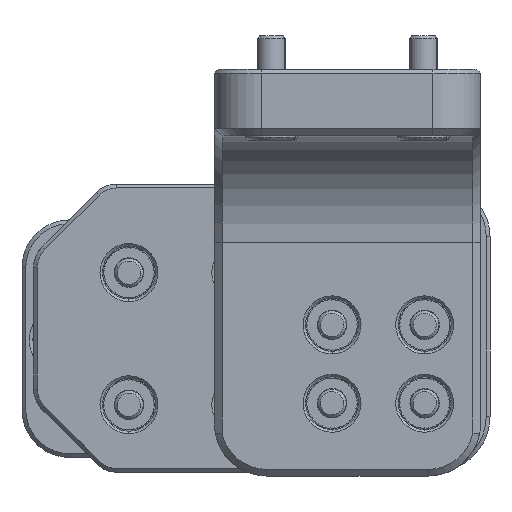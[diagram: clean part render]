
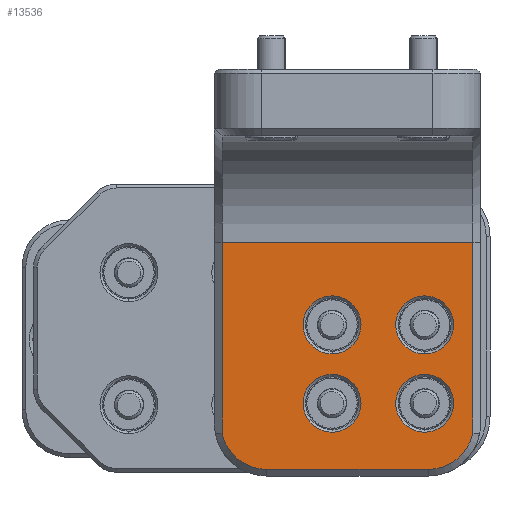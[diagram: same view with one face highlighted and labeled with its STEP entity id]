
A CAD part, left-side view. The second image highlights one B-rep face of the part: STEP entity #13536.
In plain terms, the highlighted planar face has unit normal (-1, 0, 0).
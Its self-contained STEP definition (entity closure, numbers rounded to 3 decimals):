
#126 = CARTESIAN_POINT ( 'NONE',  ( 19.09, -63.397, -19.393 ) ) ;
#229 = DIRECTION ( 'NONE',  ( 0., 0., -1. ) ) ;
#255 = EDGE_CURVE ( 'NONE', #18396, #32592, #33606, .T. ) ;
#526 = CIRCLE ( 'NONE', #7897, 4.8 ) ;
#765 = VERTEX_POINT ( 'NONE', #24427 ) ;
#822 = CIRCLE ( 'NONE', #14312, 3.05 ) ;
#880 = ORIENTED_EDGE ( 'NONE', *, *, #32240, .T. ) ;
#1795 = AXIS2_PLACEMENT_3D ( 'NONE', #3109, #35069, #229 ) ;
#1889 = CARTESIAN_POINT ( 'NONE',  ( 19.09, -42.072, -5.54 ) ) ;
#2268 = DIRECTION ( 'NONE',  ( 1., 0., 0. ) ) ;
#2393 = VECTOR ( 'NONE', #10694, 1000. ) ;
#2548 = FACE_BOUND ( 'NONE', #16226, .T. ) ;
#2556 = AXIS2_PLACEMENT_3D ( 'NONE', #8000, #15274, #20624 ) ;
#2858 = AXIS2_PLACEMENT_3D ( 'NONE', #34600, #2268, #7834 ) ;
#3109 = CARTESIAN_POINT ( 'NONE',  ( 19.09, -55.272, -1.694 ) ) ;
#3711 = EDGE_CURVE ( 'NONE', #23247, #6232, #25224, .T. ) ;
#3984 = DIRECTION ( 'NONE',  ( -1., 0., 0. ) ) ;
#4199 = CARTESIAN_POINT ( 'NONE',  ( 19.09, -46.772, -24.599 ) ) ;
#4544 = ORIENTED_EDGE ( 'NONE', *, *, #4958, .T. ) ;
#4618 = CARTESIAN_POINT ( 'NONE',  ( 19.09, -63.397, -11.143 ) ) ;
#4682 = EDGE_LOOP ( 'NONE', ( #20319, #6486 ) ) ;
#4958 = EDGE_CURVE ( 'NONE', #20954, #24552, #28076, .T. ) ;
#5082 = CARTESIAN_POINT ( 'NONE',  ( 19.09, -63.397, -14.193 ) ) ;
#5375 = CARTESIAN_POINT ( 'NONE',  ( 19.09, -53.647, -19.393 ) ) ;
#5786 = CARTESIAN_POINT ( 'NONE',  ( 19.09, -63.397, -22.443 ) ) ;
#6232 = VERTEX_POINT ( 'NONE', #27401 ) ;
#6486 = ORIENTED_EDGE ( 'NONE', *, *, #31649, .T. ) ;
#7427 = ORIENTED_EDGE ( 'NONE', *, *, #9208, .T. ) ;
#7834 = DIRECTION ( 'NONE',  ( 0., 0., -1. ) ) ;
#7897 = AXIS2_PLACEMENT_3D ( 'NONE', #21668, #3984, #34166 ) ;
#8000 = CARTESIAN_POINT ( 'NONE',  ( 19.09, -63.397, -14.193 ) ) ;
#8040 = CIRCLE ( 'NONE', #37548, 3.05 ) ;
#8943 = VECTOR ( 'NONE', #24290, 1000. ) ;
#9208 = EDGE_CURVE ( 'NONE', #18237, #765, #14306, .T. ) ;
#9389 = VERTEX_POINT ( 'NONE', #25032 ) ;
#10010 = DIRECTION ( 'NONE',  ( 1., 0., 0. ) ) ;
#10201 = DIRECTION ( 'NONE',  ( 1., 0., 0. ) ) ;
#10253 = ORIENTED_EDGE ( 'NONE', *, *, #12643, .F. ) ;
#10343 = EDGE_CURVE ( 'NONE', #9389, #12632, #23911, .T. ) ;
#10694 = DIRECTION ( 'NONE',  ( 0., -1., 0. ) ) ;
#11342 = DIRECTION ( 'NONE',  ( 0., 0., -1. ) ) ;
#11559 = FACE_BOUND ( 'NONE', #4682, .T. ) ;
#11860 = AXIS2_PLACEMENT_3D ( 'NONE', #21947, #10201, #33715 ) ;
#12488 = CIRCLE ( 'NONE', #21070, 3.05 ) ;
#12632 = VERTEX_POINT ( 'NONE', #1889 ) ;
#12643 = EDGE_CURVE ( 'NONE', #12632, #23247, #19193, .T. ) ;
#12693 = CIRCLE ( 'NONE', #2858, 3.05 ) ;
#13020 = VERTEX_POINT ( 'NONE', #22033 ) ;
#13536 = ADVANCED_FACE ( 'NONE', ( #2548, #26002, #11559, #23311, #29470 ), #14084, .F. ) ;
#14084 = PLANE ( 'NONE',  #1795 ) ;
#14116 = CARTESIAN_POINT ( 'NONE',  ( 19.09, -55.272, -29.399 ) ) ;
#14250 = DIRECTION ( 'NONE',  ( 1., 0., 0. ) ) ;
#14295 = CARTESIAN_POINT ( 'NONE',  ( 19.09, -53.647, -17.243 ) ) ;
#14306 = LINE ( 'NONE', #14116, #30957 ) ;
#14312 = AXIS2_PLACEMENT_3D ( 'NONE', #5082, #16816, #18135 ) ;
#14758 = ORIENTED_EDGE ( 'NONE', *, *, #15584, .T. ) ;
#15274 = DIRECTION ( 'NONE',  ( 1., 0., 0. ) ) ;
#15584 = EDGE_CURVE ( 'NONE', #19174, #28727, #822, .T. ) ;
#15787 = CARTESIAN_POINT ( 'NONE',  ( 19.09, -53.647, -25.493 ) ) ;
#16226 = EDGE_LOOP ( 'NONE', ( #22660, #4544 ) ) ;
#16816 = DIRECTION ( 'NONE',  ( 1., 0., 0. ) ) ;
#18135 = DIRECTION ( 'NONE',  ( 0., 0., -1. ) ) ;
#18237 = VERTEX_POINT ( 'NONE', #33337 ) ;
#18396 = VERTEX_POINT ( 'NONE', #5375 ) ;
#18425 = ORIENTED_EDGE ( 'NONE', *, *, #28884, .T. ) ;
#19045 = CARTESIAN_POINT ( 'NONE',  ( 19.09, -53.647, -14.193 ) ) ;
#19174 = VERTEX_POINT ( 'NONE', #32387 ) ;
#19193 = LINE ( 'NONE', #37470, #2393 ) ;
#19737 = ORIENTED_EDGE ( 'NONE', *, *, #34978, .T. ) ;
#20319 = ORIENTED_EDGE ( 'NONE', *, *, #20402, .T. ) ;
#20402 = EDGE_CURVE ( 'NONE', #22426, #13020, #12488, .T. ) ;
#20624 = DIRECTION ( 'NONE',  ( 0., 0., -1. ) ) ;
#20954 = VERTEX_POINT ( 'NONE', #14295 ) ;
#21070 = AXIS2_PLACEMENT_3D ( 'NONE', #25037, #37374, #28122 ) ;
#21526 = DIRECTION ( 'NONE',  ( -1., 0., 0. ) ) ;
#21668 = CARTESIAN_POINT ( 'NONE',  ( 19.09, -63.772, -24.599 ) ) ;
#21821 = ORIENTED_EDGE ( 'NONE', *, *, #3711, .F. ) ;
#21947 = CARTESIAN_POINT ( 'NONE',  ( 19.09, -53.647, -22.443 ) ) ;
#22033 = CARTESIAN_POINT ( 'NONE',  ( 19.09, -63.397, -25.493 ) ) ;
#22079 = DIRECTION ( 'NONE',  ( 0., 0., -1. ) ) ;
#22157 = DIRECTION ( 'NONE',  ( 0., 0., -1. ) ) ;
#22426 = VERTEX_POINT ( 'NONE', #126 ) ;
#22660 = ORIENTED_EDGE ( 'NONE', *, *, #24265, .T. ) ;
#22954 = CARTESIAN_POINT ( 'NONE',  ( 19.09, -53.647, -22.443 ) ) ;
#23093 = EDGE_CURVE ( 'NONE', #9389, #18237, #32313, .T. ) ;
#23177 = CARTESIAN_POINT ( 'NONE',  ( 19.09, -53.647, -11.143 ) ) ;
#23226 = ORIENTED_EDGE ( 'NONE', *, *, #10343, .F. ) ;
#23247 = VERTEX_POINT ( 'NONE', #26481 ) ;
#23311 = FACE_BOUND ( 'NONE', #25002, .T. ) ;
#23672 = AXIS2_PLACEMENT_3D ( 'NONE', #4199, #21526, #22079 ) ;
#23911 = LINE ( 'NONE', #35886, #8943 ) ;
#24265 = EDGE_CURVE ( 'NONE', #24552, #20954, #12693, .T. ) ;
#24290 = DIRECTION ( 'NONE',  ( 0., 0., 1. ) ) ;
#24427 = CARTESIAN_POINT ( 'NONE',  ( 19.09, -63.772, -29.399 ) ) ;
#24552 = VERTEX_POINT ( 'NONE', #23177 ) ;
#25002 = EDGE_LOOP ( 'NONE', ( #880, #14758 ) ) ;
#25032 = CARTESIAN_POINT ( 'NONE',  ( 19.09, -42.072, -25.574 ) ) ;
#25037 = CARTESIAN_POINT ( 'NONE',  ( 19.09, -63.397, -22.443 ) ) ;
#25224 = LINE ( 'NONE', #25795, #33156 ) ;
#25795 = CARTESIAN_POINT ( 'NONE',  ( 19.09, -68.472, -1.694 ) ) ;
#26002 = FACE_BOUND ( 'NONE', #37970, .T. ) ;
#26481 = CARTESIAN_POINT ( 'NONE',  ( 19.09, -68.472, -5.54 ) ) ;
#27329 = EDGE_LOOP ( 'NONE', ( #23226, #36868, #7427, #18425, #21821, #10253 ) ) ;
#27401 = CARTESIAN_POINT ( 'NONE',  ( 19.09, -68.472, -25.574 ) ) ;
#27834 = ORIENTED_EDGE ( 'NONE', *, *, #255, .T. ) ;
#28022 = AXIS2_PLACEMENT_3D ( 'NONE', #22954, #34892, #32018 ) ;
#28076 = CIRCLE ( 'NONE', #29322, 3.05 ) ;
#28122 = DIRECTION ( 'NONE',  ( 0., 0., -1. ) ) ;
#28727 = VERTEX_POINT ( 'NONE', #4618 ) ;
#28884 = EDGE_CURVE ( 'NONE', #765, #6232, #526, .T. ) ;
#29090 = CIRCLE ( 'NONE', #11860, 3.05 ) ;
#29322 = AXIS2_PLACEMENT_3D ( 'NONE', #19045, #10010, #30803 ) ;
#29470 = FACE_OUTER_BOUND ( 'NONE', #27329, .T. ) ;
#30803 = DIRECTION ( 'NONE',  ( 0., 0., -1. ) ) ;
#30957 = VECTOR ( 'NONE', #35297, 1000. ) ;
#31649 = EDGE_CURVE ( 'NONE', #13020, #22426, #8040, .T. ) ;
#32018 = DIRECTION ( 'NONE',  ( 0., 0., -1. ) ) ;
#32240 = EDGE_CURVE ( 'NONE', #28727, #19174, #32673, .T. ) ;
#32313 = CIRCLE ( 'NONE', #23672, 4.8 ) ;
#32387 = CARTESIAN_POINT ( 'NONE',  ( 19.09, -63.397, -17.243 ) ) ;
#32592 = VERTEX_POINT ( 'NONE', #15787 ) ;
#32673 = CIRCLE ( 'NONE', #2556, 3.05 ) ;
#33156 = VECTOR ( 'NONE', #22157, 1000. ) ;
#33337 = CARTESIAN_POINT ( 'NONE',  ( 19.09, -46.772, -29.399 ) ) ;
#33606 = CIRCLE ( 'NONE', #28022, 3.05 ) ;
#33715 = DIRECTION ( 'NONE',  ( 0., 0., -1. ) ) ;
#34166 = DIRECTION ( 'NONE',  ( 0., 0., -1. ) ) ;
#34600 = CARTESIAN_POINT ( 'NONE',  ( 19.09, -53.647, -14.193 ) ) ;
#34892 = DIRECTION ( 'NONE',  ( 1., 0., 0. ) ) ;
#34978 = EDGE_CURVE ( 'NONE', #32592, #18396, #29090, .T. ) ;
#35069 = DIRECTION ( 'NONE',  ( 1., 0., 0. ) ) ;
#35297 = DIRECTION ( 'NONE',  ( 0., -1., 0. ) ) ;
#35886 = CARTESIAN_POINT ( 'NONE',  ( 19.09, -42.072, -1.694 ) ) ;
#36868 = ORIENTED_EDGE ( 'NONE', *, *, #23093, .T. ) ;
#37374 = DIRECTION ( 'NONE',  ( 1., 0., 0. ) ) ;
#37470 = CARTESIAN_POINT ( 'NONE',  ( 19.09, -55.272, -5.54 ) ) ;
#37548 = AXIS2_PLACEMENT_3D ( 'NONE', #5786, #14250, #11342 ) ;
#37970 = EDGE_LOOP ( 'NONE', ( #27834, #19737 ) ) ;
